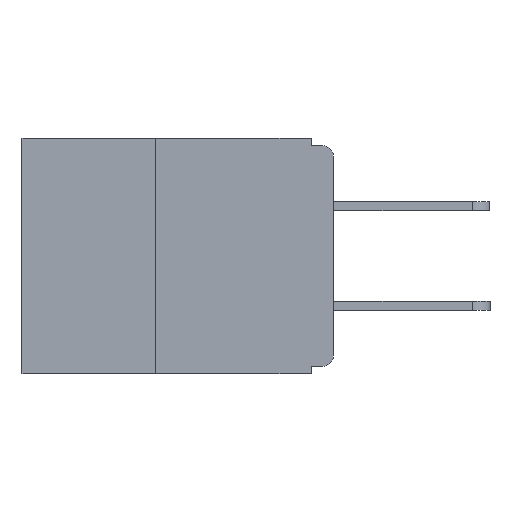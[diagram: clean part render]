
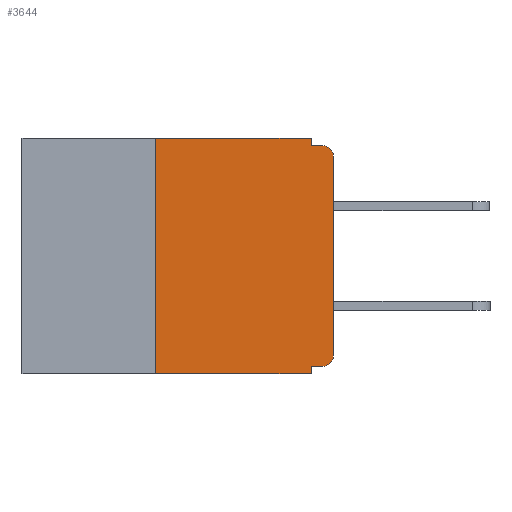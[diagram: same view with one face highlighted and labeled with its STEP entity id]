
A CAD part, left-side view. The second image highlights one B-rep face of the part: STEP entity #3644.
In plain terms, the highlighted planar face has unit normal (-1, 0, 0).
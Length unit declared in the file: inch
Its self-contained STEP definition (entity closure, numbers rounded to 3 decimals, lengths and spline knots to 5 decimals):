
#27 = ORIENTED_EDGE ( 'NONE', *, *, #22228, .F. ) ;
#56 = LINE ( 'NONE', #6082, #22389 ) ;
#300 = ORIENTED_EDGE ( 'NONE', *, *, #9818, .T. ) ;
#551 = ORIENTED_EDGE ( 'NONE', *, *, #13298, .F. ) ;
#596 = CARTESIAN_POINT ( 'NONE',  ( 0., 0.031, -0.32 ) ) ;
#701 = AXIS2_PLACEMENT_3D ( 'NONE', #16199, #5745, #17970 ) ;
#941 = VERTEX_POINT ( 'NONE', #7229 ) ;
#1032 = ORIENTED_EDGE ( 'NONE', *, *, #3323, .F. ) ;
#1153 = ORIENTED_EDGE ( 'NONE', *, *, #8649, .F. ) ;
#1238 = ORIENTED_EDGE ( 'NONE', *, *, #17847, .T. ) ;
#1519 = CARTESIAN_POINT ( 'NONE',  ( 0., 0.437, 0. ) ) ;
#2038 = LINE ( 'NONE', #15445, #15292 ) ;
#2447 = DIRECTION ( 'NONE',  ( 0., 0., 1. ) ) ;
#2767 = FACE_OUTER_BOUND ( 'NONE', #20948, .T. ) ;
#2913 = VECTOR ( 'NONE', #9661, 39.37008 ) ;
#3323 = EDGE_CURVE ( 'NONE', #5170, #21889, #9436, .T. ) ;
#3463 = VECTOR ( 'NONE', #6189, 39.37008 ) ;
#3614 = LINE ( 'NONE', #18183, #21642 ) ;
#3644 = ADVANCED_FACE ( 'NONE', ( #2767 ), #11548, .F. ) ;
#4416 = CARTESIAN_POINT ( 'NONE',  ( 0., 0.031, 0. ) ) ;
#5170 = VERTEX_POINT ( 'NONE', #17018 ) ;
#5301 = VERTEX_POINT ( 'NONE', #13855 ) ;
#5642 = DIRECTION ( 'NONE',  ( 0., 1., 0. ) ) ;
#5745 = DIRECTION ( 'NONE',  ( -1., 0., 0. ) ) ;
#6082 = CARTESIAN_POINT ( 'NONE',  ( 0., 0.031, -0.33 ) ) ;
#6189 = DIRECTION ( 'NONE',  ( 0., 0., -1. ) ) ;
#6282 = AXIS2_PLACEMENT_3D ( 'NONE', #1519, #9982, #9916 ) ;
#6351 = AXIS2_PLACEMENT_3D ( 'NONE', #9839, #21991, #11577 ) ;
#6516 = CARTESIAN_POINT ( 'NONE',  ( 0., 0.031, -0.01 ) ) ;
#6616 = CIRCLE ( 'NONE', #6351, 0.015 ) ;
#6674 = CARTESIAN_POINT ( 'NONE',  ( 0., 0.031, 0. ) ) ;
#7229 = CARTESIAN_POINT ( 'NONE',  ( 0., 0., -0.305 ) ) ;
#7629 = LINE ( 'NONE', #13064, #2913 ) ;
#7880 = VECTOR ( 'NONE', #14033, 39.37008 ) ;
#7883 = DIRECTION ( 'NONE',  ( 0., 0., -1. ) ) ;
#8649 = EDGE_CURVE ( 'NONE', #21889, #21350, #56, .T. ) ;
#8802 = VERTEX_POINT ( 'NONE', #10002 ) ;
#9143 = CARTESIAN_POINT ( 'NONE',  ( 0., 0.25, -0.33 ) ) ;
#9436 = LINE ( 'NONE', #21302, #18141 ) ;
#9453 = CARTESIAN_POINT ( 'NONE',  ( 0., 0., -0.025 ) ) ;
#9661 = DIRECTION ( 'NONE',  ( 0., -1., 0. ) ) ;
#9818 = EDGE_CURVE ( 'NONE', #22448, #21350, #7629, .T. ) ;
#9839 = CARTESIAN_POINT ( 'NONE',  ( 0., 0.015, -0.305 ) ) ;
#9916 = DIRECTION ( 'NONE',  ( 0., 0., -1. ) ) ;
#9982 = DIRECTION ( 'NONE',  ( 1., 0., 0. ) ) ;
#10002 = CARTESIAN_POINT ( 'NONE',  ( 0., 0.25, 0. ) ) ;
#11157 = VERTEX_POINT ( 'NONE', #6516 ) ;
#11548 = PLANE ( 'NONE',  #6282 ) ;
#11577 = DIRECTION ( 'NONE',  ( 0., 0., -1. ) ) ;
#12285 = CARTESIAN_POINT ( 'NONE',  ( 0., 0.437, 0. ) ) ;
#12720 = EDGE_CURVE ( 'NONE', #11157, #5301, #15925, .T. ) ;
#13064 = CARTESIAN_POINT ( 'NONE',  ( 0., 0.437, -0.33 ) ) ;
#13298 = EDGE_CURVE ( 'NONE', #22448, #8802, #3614, .T. ) ;
#13855 = CARTESIAN_POINT ( 'NONE',  ( 0., 0.015, -0.01 ) ) ;
#13997 = VERTEX_POINT ( 'NONE', #6674 ) ;
#14033 = DIRECTION ( 'NONE',  ( 0., -1., 0. ) ) ;
#14144 = ORIENTED_EDGE ( 'NONE', *, *, #19748, .T. ) ;
#14435 = EDGE_CURVE ( 'NONE', #13997, #11157, #17449, .T. ) ;
#14475 = ORIENTED_EDGE ( 'NONE', *, *, #12720, .F. ) ;
#15292 = VECTOR ( 'NONE', #18978, 39.37008 ) ;
#15445 = CARTESIAN_POINT ( 'NONE',  ( 0., 0., 0. ) ) ;
#15925 = LINE ( 'NONE', #16284, #20019 ) ;
#16199 = CARTESIAN_POINT ( 'NONE',  ( 0., 0.015, -0.025 ) ) ;
#16229 = VERTEX_POINT ( 'NONE', #9453 ) ;
#16284 = CARTESIAN_POINT ( 'NONE',  ( 0., 0., -0.01 ) ) ;
#16290 = CIRCLE ( 'NONE', #701, 0.015 ) ;
#17018 = CARTESIAN_POINT ( 'NONE',  ( 0., 0.015, -0.32 ) ) ;
#17155 = LINE ( 'NONE', #12285, #7880 ) ;
#17449 = LINE ( 'NONE', #4416, #3463 ) ;
#17461 = ORIENTED_EDGE ( 'NONE', *, *, #22509, .T. ) ;
#17847 = EDGE_CURVE ( 'NONE', #5170, #941, #6616, .T. ) ;
#17970 = DIRECTION ( 'NONE',  ( 0., 0., -1. ) ) ;
#18053 = DIRECTION ( 'NONE',  ( 0., -1., 0. ) ) ;
#18141 = VECTOR ( 'NONE', #5642, 39.37008 ) ;
#18183 = CARTESIAN_POINT ( 'NONE',  ( 0., 0.25, -0.33 ) ) ;
#18978 = DIRECTION ( 'NONE',  ( 0., 0., 1. ) ) ;
#19748 = EDGE_CURVE ( 'NONE', #941, #16229, #2038, .T. ) ;
#20019 = VECTOR ( 'NONE', #18053, 39.37008 ) ;
#20948 = EDGE_LOOP ( 'NONE', ( #14144, #17461, #14475, #21860, #27, #551, #300, #1153, #1032, #1238 ) ) ;
#21302 = CARTESIAN_POINT ( 'NONE',  ( 0., 0., -0.32 ) ) ;
#21350 = VERTEX_POINT ( 'NONE', #21843 ) ;
#21642 = VECTOR ( 'NONE', #2447, 39.37008 ) ;
#21843 = CARTESIAN_POINT ( 'NONE',  ( 0., 0.031, -0.33 ) ) ;
#21860 = ORIENTED_EDGE ( 'NONE', *, *, #14435, .F. ) ;
#21889 = VERTEX_POINT ( 'NONE', #596 ) ;
#21991 = DIRECTION ( 'NONE',  ( -1., 0., 0. ) ) ;
#22228 = EDGE_CURVE ( 'NONE', #8802, #13997, #17155, .T. ) ;
#22389 = VECTOR ( 'NONE', #7883, 39.37008 ) ;
#22448 = VERTEX_POINT ( 'NONE', #9143 ) ;
#22509 = EDGE_CURVE ( 'NONE', #16229, #5301, #16290, .T. ) ;
